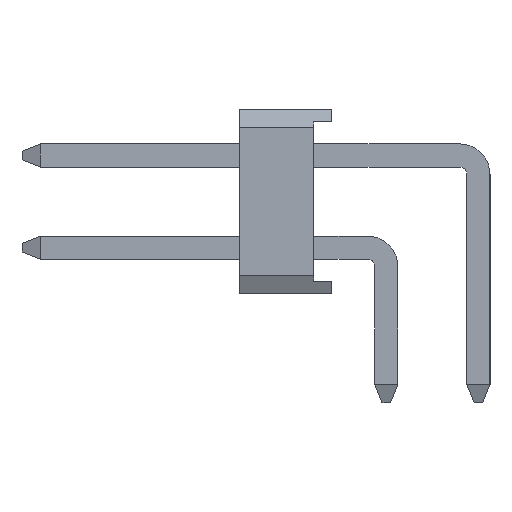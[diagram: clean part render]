
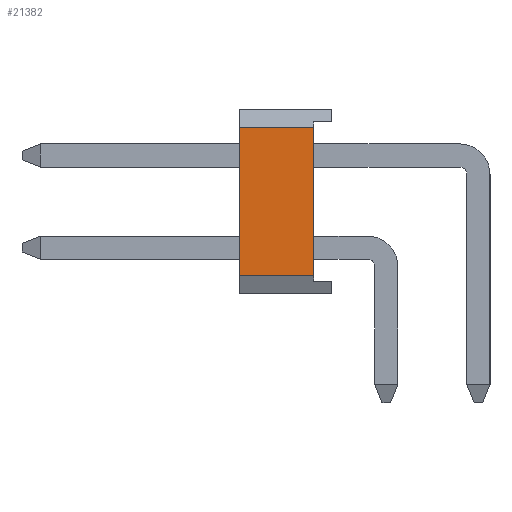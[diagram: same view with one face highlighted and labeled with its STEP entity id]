
A CAD part, left-side view. The second image highlights one B-rep face of the part: STEP entity #21382.
In plain terms, the highlighted planar face has unit normal (-1, 0, 0).
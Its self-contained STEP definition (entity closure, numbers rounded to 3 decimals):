
#3134=ORIENTED_EDGE('',*,*,#5914,.F.);
#3135=ORIENTED_EDGE('',*,*,#6024,.T.);
#3136=ORIENTED_EDGE('',*,*,#6020,.T.);
#3137=ORIENTED_EDGE('',*,*,#6025,.T.);
#5914=EDGE_CURVE('',#7578,#7579,#9284,.T.);
#6020=EDGE_CURVE('',#7629,#7628,#9390,.T.);
#6024=EDGE_CURVE('',#7578,#7629,#9394,.T.);
#6025=EDGE_CURVE('',#7628,#7579,#9395,.T.);
#7578=VERTEX_POINT('',#29539);
#7579=VERTEX_POINT('',#29541);
#7628=VERTEX_POINT('',#29736);
#7629=VERTEX_POINT('',#29738);
#9284=LINE('',#29540,#11306);
#9390=LINE('',#29737,#11412);
#9394=LINE('',#29745,#11416);
#9395=LINE('',#29747,#11417);
#11306=VECTOR('',#25272,1000.);
#11412=VECTOR('',#25460,1000.);
#11416=VECTOR('',#25470,1000.);
#11417=VECTOR('',#25473,1000.);
#12668=EDGE_LOOP('',(#3134,#3135,#3136,#3137));
#13600=FACE_BOUND('',#12668,.T.);
#14436=PLANE('',#22385);
#21382=ADVANCED_FACE('',(#13600),#14436,.T.);
#22385=AXIS2_PLACEMENT_3D('',#29746,#25471,#25472);
#25272=DIRECTION('',(0.,0.,1.));
#25460=DIRECTION('',(0.,0.,1.));
#25470=DIRECTION('',(0.,-1.,0.));
#25471=DIRECTION('',(-1.,0.,0.));
#25472=DIRECTION('',(0.,0.,1.));
#25473=DIRECTION('',(0.,1.,0.));
#29539=CARTESIAN_POINT('',(-20.32,2.04,-0.77));
#29540=CARTESIAN_POINT('',(-20.32,2.04,-40.013));
#29541=CARTESIAN_POINT('',(-20.32,2.04,1.27));
#29736=CARTESIAN_POINT('',(-20.32,-2.04,1.27));
#29737=CARTESIAN_POINT('',(-20.32,-2.04,-40.013));
#29738=CARTESIAN_POINT('',(-20.32,-2.04,-0.77));
#29745=CARTESIAN_POINT('',(-20.32,-2.54,-0.77));
#29746=CARTESIAN_POINT('',(-20.32,-2.54,-1.27));
#29747=CARTESIAN_POINT('',(-20.32,-2.54,1.27));
